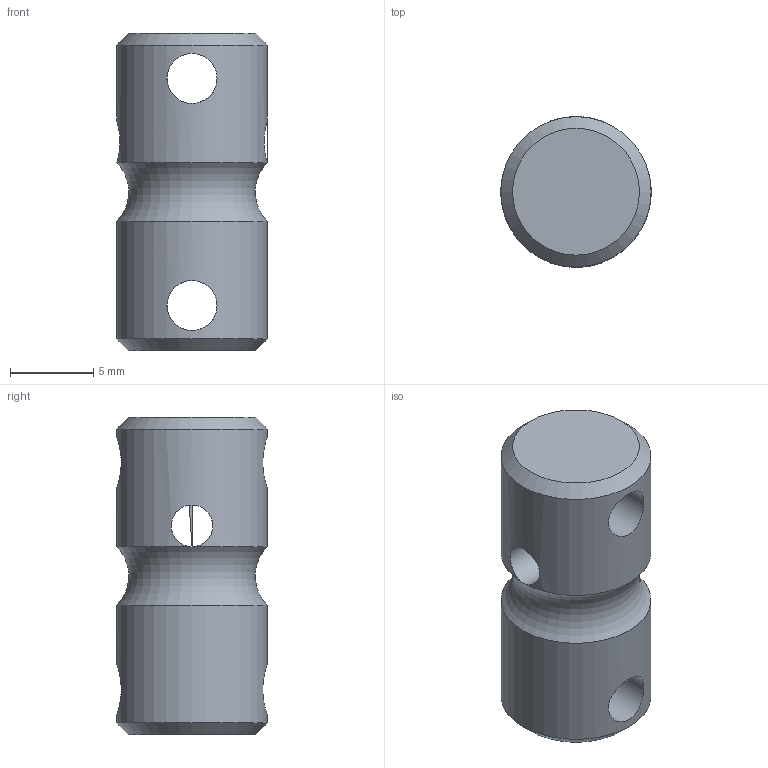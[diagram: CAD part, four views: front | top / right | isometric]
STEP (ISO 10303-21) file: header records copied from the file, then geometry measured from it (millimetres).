
FILE_DESCRIPTION((' '),'2;1');
FILE_NAME( 'BRIDGE_2.stp', '2024-04-03T16:32:42', (' '), ('--- ---'), ' V2024.1 Dec 29 2023', ' 2024 (c)', ' ');
FILE_SCHEMA(('AP242_MANAGED_MODEL_BASED_3D_ENGINEERING_MIM_LF { 1 0 10303 442 1 1 4 }'));
Length unit declared in the file: millimetre
Products named in the file (1): BRIDGE_2
Bounding box: 9 x 9 x 19 mm (x, y, z)
Volume: 980.9 mm3; surface area: 834.7 mm2
Topology: 1 solids, 1 shells, 10 faces, 27 edges, 17 vertices
Faces by surface type: cylinder 5, cone 2, plane 2, torus 1
Full cylindrical faces by diameter (mm): 2.5 x1, 3 x2, 9 x2
Entity records: 542 total; most frequent: CARTESIAN_POINT 261, DIRECTION 60, ORIENTED_EDGE 32, AXIS2_PLACEMENT_3D 30, EDGE_LOOP 22, FACE_OUTER_BOUND 17, EDGE_CURVE 16, VERTEX_POINT 14
